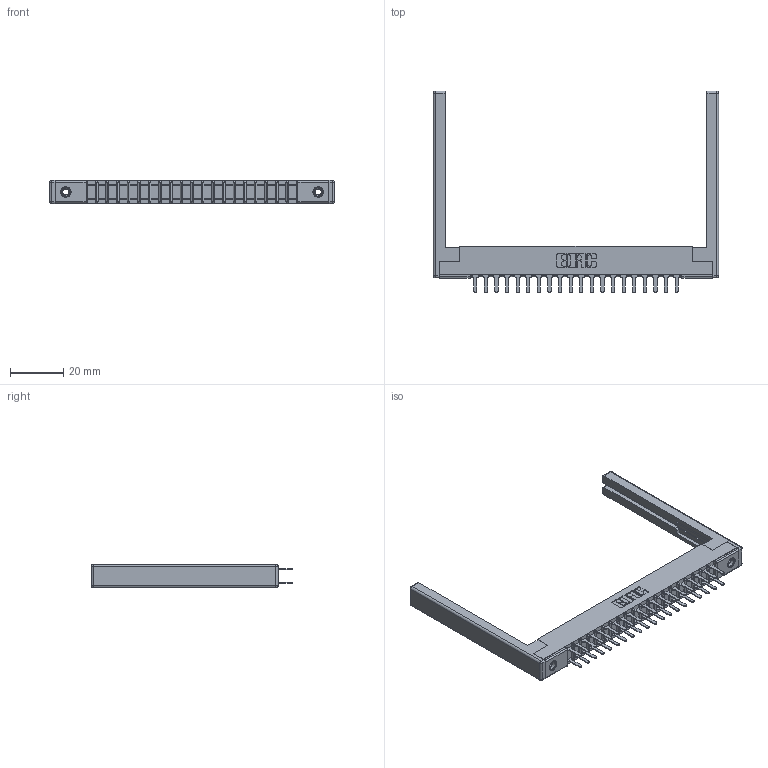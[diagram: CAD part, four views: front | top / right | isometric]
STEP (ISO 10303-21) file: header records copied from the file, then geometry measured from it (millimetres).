
FILE_DESCRIPTION (( 'STEP AP203' ), '1' );
FILE_NAME ('357-040-420-268.STEP', '2020-10-03T20:22:44', ( '' ), ( '' ), 'SwSTEP 2.0', 'SolidWorks 2020', '' );
FILE_SCHEMA (( 'CONFIG_CONTROL_DESIGN' ));
Length unit declared in the file: inch
Products named in the file (5): 307-220-068; 357-040-420-268; 345-250-001_345-250-001-102; 307 Part_.156 Dia Mounting Holes; 307-290-001_520
Assembly tree (45 placements, depth 2):
  357-040-420-268
    307 Part_.156 Dia Mounting Holes
    307-290-001_520  x40
    307-220-068  x2
    345-250-001_345-250-001-102  x2
Bounding box: 106.68 x 75.39 x 8.71 mm (x, y, z)
Volume: 11569 mm3; surface area: 16426.4 mm2
Topology: 45 solids, 45 shells, 2133 faces, 5913 edges, 3810 vertices
Faces by surface type: plane 1398, cylinder 669, sphere 50, cone 12, torus 4
Entity records: 23225 total; most frequent: CARTESIAN_POINT 3781, ORIENTED_EDGE 3736, DIRECTION 3728, EDGE_CURVE 1868, LINE 1422, VECTOR 1422, VERTEX_POINT 1206, AXIS2_PLACEMENT_3D 1153
